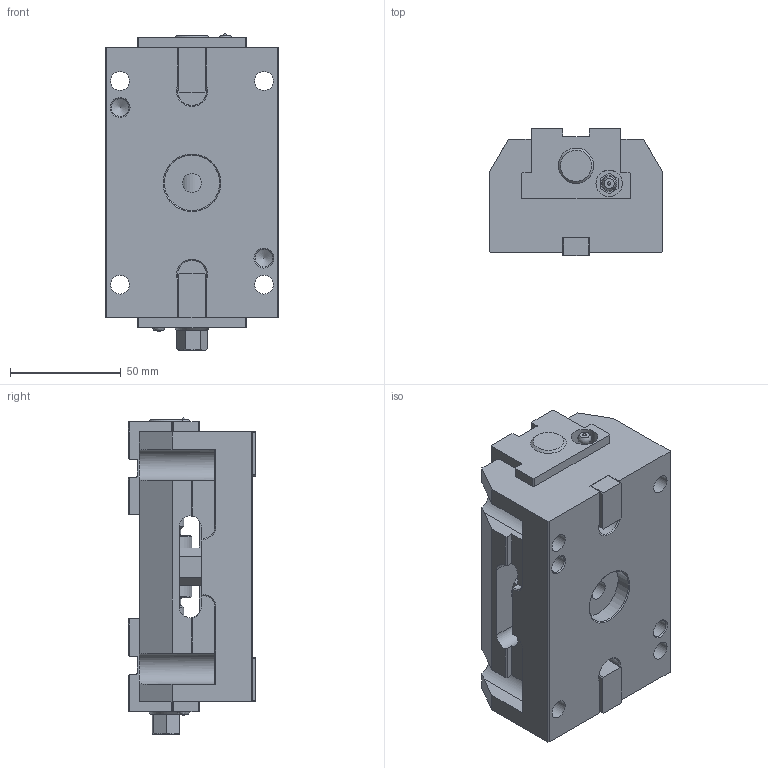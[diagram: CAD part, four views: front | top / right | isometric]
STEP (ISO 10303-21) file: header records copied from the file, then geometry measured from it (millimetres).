
FILE_DESCRIPTION(/* description */ (''),/* implementation_level */ '2;1');
FILE_NAME(/* name */ 'MZS 80.STEP',/* time_stamp */ '2019-11-18T11:12:16+01:00',/* author */ ('Tecnico'),/* organization */ (''),/* preprocessor_version */ 'ST-DEVELOPER v17',/* originating_system */ 'Autodesk Inventor 2019',/* authorisation */ '');
FILE_SCHEMA (('AUTOMOTIVE_DESIGN { 1 0 10303 214 3 1 1 }'));
Length unit declared in the file: millimetre
Products named in the file (6): MZS 80; Corpo; Tassello centrale; Vite; Chiavetta; Griffa
Assembly tree (7 placements, depth 2):
  MZS 80
    Corpo
    Tassello centrale
    Chiavetta  x2
    Griffa  x2
    Vite
Bounding box: 78 x 57.5 x 142.75 mm (x, y, z)
Volume: 410003 mm3; surface area: 93981.2 mm2
Topology: 7 solids, 7 shells, 396 faces, 1120 edges, 750 vertices
Faces by surface type: plane 261, cylinder 84, cone 41, torus 6, sphere 4
Full cylindrical faces by diameter (mm): 5 x10, 8 x2, 8.5 x5, 10 x2, 12 x2, 13.5 x2, 14 x3, 16 x2, 23.5 x2, 25 x1
Entity records: 10476 total; most frequent: CARTESIAN_POINT 1911, DIRECTION 1769, ORIENTED_EDGE 1756, EDGE_CURVE 878, VERTEX_POINT 596, AXIS2_PLACEMENT_3D 590, LINE 589, VECTOR 589
